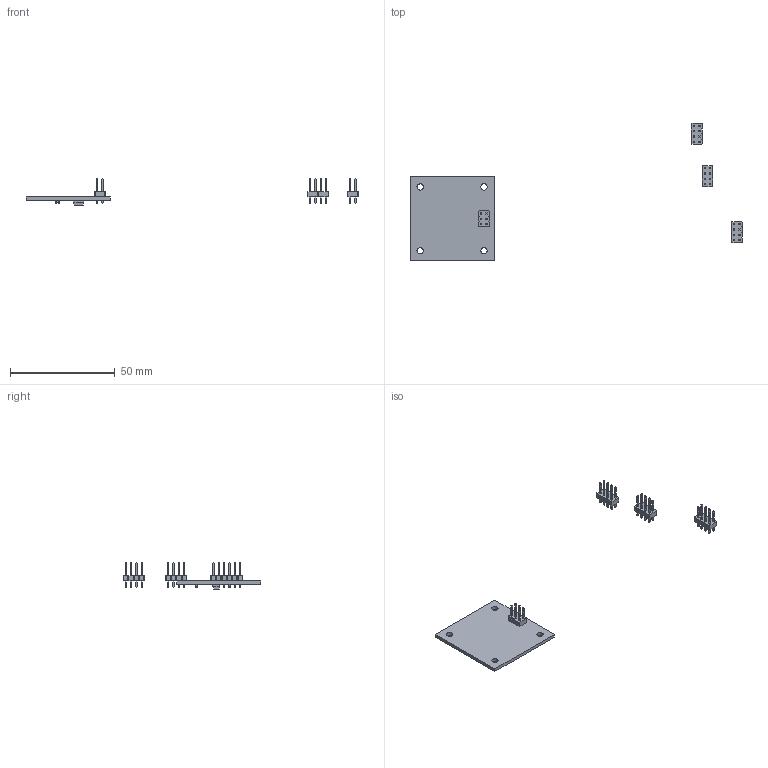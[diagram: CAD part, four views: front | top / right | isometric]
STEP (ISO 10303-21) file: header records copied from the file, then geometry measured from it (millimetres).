
FILE_DESCRIPTION(('KiCad electronic assembly'),'2;1');
FILE_NAME('ISO11446PWR01.step','2023-02-14T01:01:28',('Pcbnew'),('Kicad' ),'Open CASCADE STEP processor 7.5','KiCad to STEP converter', 'Unknown');
FILE_SCHEMA(('AUTOMOTIVE_DESIGN { 1 0 10303 214 1 1 1 1 }'));
Length unit declared in the file: millimetre
Products named in the file (10): ISO11446PWR01 1; PinHeader_2x04_P2.54mm_Vertical; SOLID; PinHeader_2x03_P2.54mm_Vertical; C_0805_2012Metric; D_SMA; tmpyn_pnwr8 PCB
Assembly tree (12 placements, depth 3):
  ISO11446PWR01 1
    PinHeader_2x04_P2.54mm_Vertical  x3
      SOLID
    PinHeader_2x03_P2.54mm_Vertical
      SOLID
    C_0805_2012Metric  x2
      SOLID
    D_SMA
      SOLID
    tmpyn_pnwr8 PCB
Bounding box: 158.5 x 65.79 x 12.46 mm (x, y, z)
Volume: 3153.3 mm3; surface area: 4949.3 mm2
Topology: 8 solids, 8 shells, 759 faces, 1786 edges, 1108 vertices
Faces by surface type: plane 711, cylinder 38, bspline 10
Full cylindrical faces by diameter (mm): 0.889 x6, 3 x4
Entity records: 25597 total; most frequent: CARTESIAN_POINT 3894, DIRECTION 3528, LINE 2608, VECTOR 2608, ORIENTED_EDGE 1836, PCURVE 1836, DEFINITIONAL_REPRESENTATION 1836, EDGE_CURVE 918
